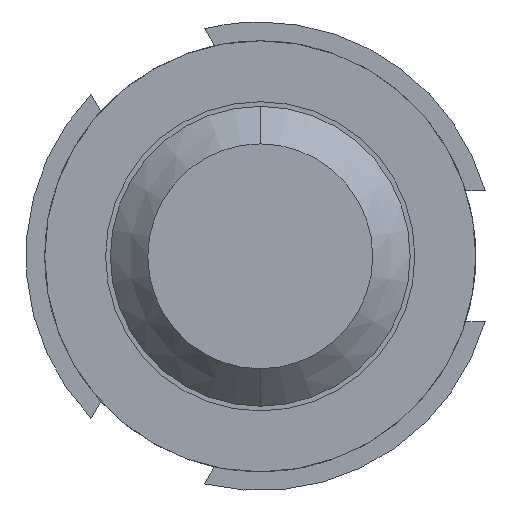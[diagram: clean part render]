
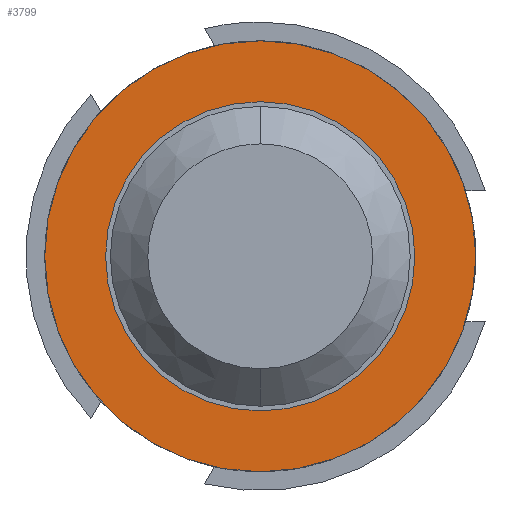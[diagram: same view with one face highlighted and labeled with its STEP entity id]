
A CAD part, front view. The second image highlights one B-rep face of the part: STEP entity #3799.
In plain terms, the highlighted planar face has unit normal (0, -1, 0).
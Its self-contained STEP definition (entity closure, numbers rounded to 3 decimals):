
#35 = DIRECTION ( 'NONE',  ( 0., -1., 0. ) ) ;
#134 = DIRECTION ( 'NONE',  ( 0., 1., 0. ) ) ;
#135 = CARTESIAN_POINT ( 'NONE',  ( 0., -1.5, 0. ) ) ;
#384 = VERTEX_POINT ( 'NONE', #657 ) ;
#472 = DIRECTION ( 'NONE',  ( 0., 0., 1. ) ) ;
#480 = DIRECTION ( 'NONE',  ( 0., -1., 0. ) ) ;
#657 = CARTESIAN_POINT ( 'NONE',  ( 0., -1.5, 1.15 ) ) ;
#748 = DIRECTION ( 'NONE',  ( 0., 0., 1. ) ) ;
#778 = PLANE ( 'NONE',  #1428 ) ;
#840 = ORIENTED_EDGE ( 'NONE', *, *, #2433, .F. ) ;
#871 = DIRECTION ( 'NONE',  ( 0., 0., 1. ) ) ;
#876 = AXIS2_PLACEMENT_3D ( 'NONE', #910, #134, #1244 ) ;
#910 = CARTESIAN_POINT ( 'NONE',  ( 0., -1.5, 0. ) ) ;
#920 = CARTESIAN_POINT ( 'NONE',  ( 0., -1.5, -0.825 ) ) ;
#1244 = DIRECTION ( 'NONE',  ( 0., 0., 1. ) ) ;
#1323 = ORIENTED_EDGE ( 'NONE', *, *, #3844, .F. ) ;
#1428 = AXIS2_PLACEMENT_3D ( 'NONE', #3031, #1491, #748 ) ;
#1491 = DIRECTION ( 'NONE',  ( 0., 1., 0. ) ) ;
#1645 = AXIS2_PLACEMENT_3D ( 'NONE', #3084, #35, #3483 ) ;
#1860 = EDGE_LOOP ( 'NONE', ( #840, #1999 ) ) ;
#1988 = EDGE_LOOP ( 'NONE', ( #4029, #1323 ) ) ;
#1999 = ORIENTED_EDGE ( 'NONE', *, *, #2535, .F. ) ;
#2026 = AXIS2_PLACEMENT_3D ( 'NONE', #4306, #2720, #472 ) ;
#2141 = FACE_BOUND ( 'NONE', #1860, .T. ) ;
#2388 = CARTESIAN_POINT ( 'NONE',  ( 0., -1.5, 0.825 ) ) ;
#2433 = EDGE_CURVE ( 'NONE', #4083, #4378, #4201, .T. ) ;
#2535 = EDGE_CURVE ( 'NONE', #4378, #4083, #2622, .T. ) ;
#2622 = CIRCLE ( 'NONE', #3182, 0.825 ) ;
#2720 = DIRECTION ( 'NONE',  ( 0., 1., 0. ) ) ;
#3031 = CARTESIAN_POINT ( 'NONE',  ( 0.825, -1.5, 0. ) ) ;
#3084 = CARTESIAN_POINT ( 'NONE',  ( 0., -1.5, 0. ) ) ;
#3182 = AXIS2_PLACEMENT_3D ( 'NONE', #135, #480, #871 ) ;
#3483 = DIRECTION ( 'NONE',  ( 0., 0., 1. ) ) ;
#3766 = CIRCLE ( 'NONE', #876, 1.15 ) ;
#3774 = CIRCLE ( 'NONE', #2026, 1.15 ) ;
#3799 = ADVANCED_FACE ( 'Defeature ausgef�hrt1_14', ( #2141, #4797 ), #778, .F. ) ;
#3811 = VERTEX_POINT ( 'NONE', #4172 ) ;
#3844 = EDGE_CURVE ( 'NONE', #3811, #384, #3774, .T. ) ;
#4029 = ORIENTED_EDGE ( 'NONE', *, *, #4333, .F. ) ;
#4083 = VERTEX_POINT ( 'NONE', #2388 ) ;
#4172 = CARTESIAN_POINT ( 'NONE',  ( 0., -1.5, -1.15 ) ) ;
#4201 = CIRCLE ( 'NONE', #1645, 0.825 ) ;
#4306 = CARTESIAN_POINT ( 'NONE',  ( 0., -1.5, 0. ) ) ;
#4333 = EDGE_CURVE ( 'NONE', #384, #3811, #3766, .T. ) ;
#4378 = VERTEX_POINT ( 'NONE', #920 ) ;
#4797 = FACE_OUTER_BOUND ( 'NONE', #1988, .T. ) ;
